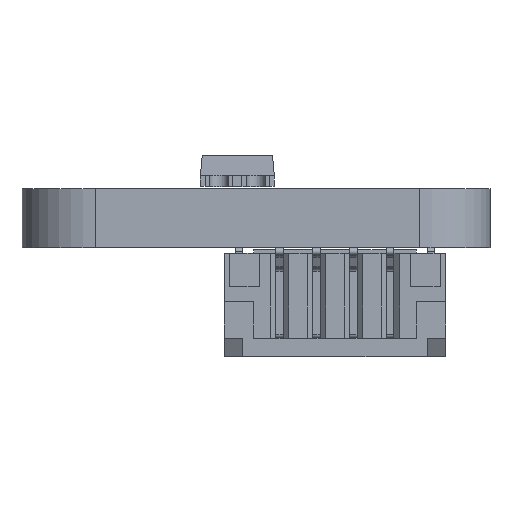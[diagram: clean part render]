
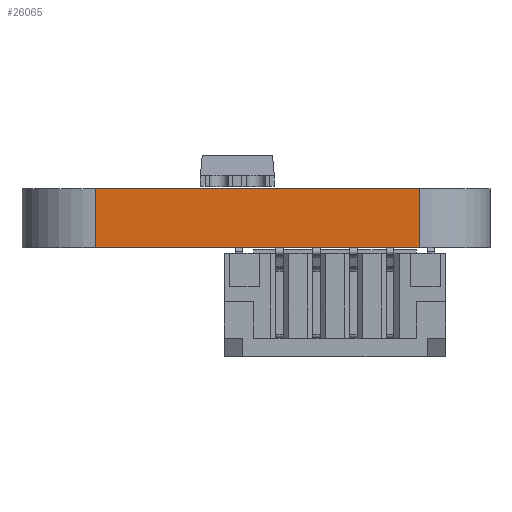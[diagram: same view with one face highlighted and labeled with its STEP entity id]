
A CAD part, left-side view. The second image highlights one B-rep face of the part: STEP entity #26065.
In plain terms, the highlighted planar face has unit normal (-1, 0, 0).
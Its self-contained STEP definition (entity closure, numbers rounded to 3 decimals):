
#25393 = PLANE('',#25394);
#25394 = AXIS2_PLACEMENT_3D('',#25395,#25396,#25397);
#25395 = CARTESIAN_POINT('',(29.704,-22.257,1.6));
#25396 = DIRECTION('',(0.,0.,1.));
#25397 = DIRECTION('',(1.,0.,0.));
#25448 = PLANE('',#25449);
#25449 = AXIS2_PLACEMENT_3D('',#25450,#25451,#25452);
#25450 = CARTESIAN_POINT('',(29.704,-22.257,0.));
#25451 = DIRECTION('',(0.,0.,1.));
#25452 = DIRECTION('',(1.,0.,0.));
#25579 = CYLINDRICAL_SURFACE('',#25580,2.);
#25580 = AXIS2_PLACEMENT_3D('',#25581,#25582,#25583);
#25581 = CARTESIAN_POINT('',(20.304,-17.91,0.));
#25582 = DIRECTION('',(0.,0.,-1.));
#25583 = DIRECTION('',(1.,0.,0.));
#25618 = VERTEX_POINT('',#25619);
#25619 = CARTESIAN_POINT('',(18.304,-17.91,0.));
#25641 = EDGE_CURVE('',#25618,#25642,#25644,.T.);
#25642 = VERTEX_POINT('',#25643);
#25643 = CARTESIAN_POINT('',(18.304,-26.685,0.));
#25644 = SURFACE_CURVE('',#25645,(#25649,#25656),.PCURVE_S1.);
#25645 = LINE('',#25646,#25647);
#25646 = CARTESIAN_POINT('',(18.304,-17.91,0.));
#25647 = VECTOR('',#25648,1.);
#25648 = DIRECTION('',(0.,-1.,0.));
#25649 = PCURVE('',#25448,#25650);
#25650 = DEFINITIONAL_REPRESENTATION('',(#25651),#25655);
#25651 = LINE('',#25652,#25653);
#25652 = CARTESIAN_POINT('',(-11.4,4.347));
#25653 = VECTOR('',#25654,1.);
#25654 = DIRECTION('',(0.,-1.));
#25655 = ( GEOMETRIC_REPRESENTATION_CONTEXT(2) 
PARAMETRIC_REPRESENTATION_CONTEXT() REPRESENTATION_CONTEXT('2D SPACE',''
  ) );
#25656 = PCURVE('',#25657,#25662);
#25657 = PLANE('',#25658);
#25658 = AXIS2_PLACEMENT_3D('',#25659,#25660,#25661);
#25659 = CARTESIAN_POINT('',(18.304,-17.91,0.));
#25660 = DIRECTION('',(1.,0.,0.));
#25661 = DIRECTION('',(0.,-1.,0.));
#25662 = DEFINITIONAL_REPRESENTATION('',(#25663),#25667);
#25663 = LINE('',#25664,#25665);
#25664 = CARTESIAN_POINT('',(0.,0.));
#25665 = VECTOR('',#25666,1.);
#25666 = DIRECTION('',(1.,0.));
#25667 = ( GEOMETRIC_REPRESENTATION_CONTEXT(2) 
PARAMETRIC_REPRESENTATION_CONTEXT() REPRESENTATION_CONTEXT('2D SPACE',''
  ) );
#25686 = CYLINDRICAL_SURFACE('',#25687,1.9);
#25687 = AXIS2_PLACEMENT_3D('',#25688,#25689,#25690);
#25688 = CARTESIAN_POINT('',(20.204,-26.685,0.));
#25689 = DIRECTION('',(0.,0.,-1.));
#25690 = DIRECTION('',(1.,0.,0.));
#25817 = VERTEX_POINT('',#25818);
#25818 = CARTESIAN_POINT('',(18.304,-17.91,1.6));
#25840 = EDGE_CURVE('',#25817,#25841,#25843,.T.);
#25841 = VERTEX_POINT('',#25842);
#25842 = CARTESIAN_POINT('',(18.304,-26.685,1.6));
#25843 = SURFACE_CURVE('',#25844,(#25848,#25855),.PCURVE_S1.);
#25844 = LINE('',#25845,#25846);
#25845 = CARTESIAN_POINT('',(18.304,-17.91,1.6));
#25846 = VECTOR('',#25847,1.);
#25847 = DIRECTION('',(0.,-1.,0.));
#25848 = PCURVE('',#25393,#25849);
#25849 = DEFINITIONAL_REPRESENTATION('',(#25850),#25854);
#25850 = LINE('',#25851,#25852);
#25851 = CARTESIAN_POINT('',(-11.4,4.347));
#25852 = VECTOR('',#25853,1.);
#25853 = DIRECTION('',(0.,-1.));
#25854 = ( GEOMETRIC_REPRESENTATION_CONTEXT(2) 
PARAMETRIC_REPRESENTATION_CONTEXT() REPRESENTATION_CONTEXT('2D SPACE',''
  ) );
#25855 = PCURVE('',#25657,#25856);
#25856 = DEFINITIONAL_REPRESENTATION('',(#25857),#25861);
#25857 = LINE('',#25858,#25859);
#25858 = CARTESIAN_POINT('',(0.,-1.6));
#25859 = VECTOR('',#25860,1.);
#25860 = DIRECTION('',(1.,0.));
#25861 = ( GEOMETRIC_REPRESENTATION_CONTEXT(2) 
PARAMETRIC_REPRESENTATION_CONTEXT() REPRESENTATION_CONTEXT('2D SPACE',''
  ) );
#26017 = EDGE_CURVE('',#25618,#25817,#26018,.T.);
#26018 = SURFACE_CURVE('',#26019,(#26023,#26030),.PCURVE_S1.);
#26019 = LINE('',#26020,#26021);
#26020 = CARTESIAN_POINT('',(18.304,-17.91,0.));
#26021 = VECTOR('',#26022,1.);
#26022 = DIRECTION('',(0.,0.,1.));
#26023 = PCURVE('',#25579,#26024);
#26024 = DEFINITIONAL_REPRESENTATION('',(#26025),#26029);
#26025 = LINE('',#26026,#26027);
#26026 = CARTESIAN_POINT('',(-3.142,0.));
#26027 = VECTOR('',#26028,1.);
#26028 = DIRECTION('',(0.,-1.));
#26029 = ( GEOMETRIC_REPRESENTATION_CONTEXT(2) 
PARAMETRIC_REPRESENTATION_CONTEXT() REPRESENTATION_CONTEXT('2D SPACE',''
  ) );
#26030 = PCURVE('',#25657,#26031);
#26031 = DEFINITIONAL_REPRESENTATION('',(#26032),#26036);
#26032 = LINE('',#26033,#26034);
#26033 = CARTESIAN_POINT('',(0.,0.));
#26034 = VECTOR('',#26035,1.);
#26035 = DIRECTION('',(0.,-1.));
#26036 = ( GEOMETRIC_REPRESENTATION_CONTEXT(2) 
PARAMETRIC_REPRESENTATION_CONTEXT() REPRESENTATION_CONTEXT('2D SPACE',''
  ) );
#26065 = ADVANCED_FACE('',(#26066),#25657,.F.);
#26066 = FACE_BOUND('',#26067,.F.);
#26067 = EDGE_LOOP('',(#26068,#26069,#26070,#26091));
#26068 = ORIENTED_EDGE('',*,*,#26017,.T.);
#26069 = ORIENTED_EDGE('',*,*,#25840,.T.);
#26070 = ORIENTED_EDGE('',*,*,#26071,.F.);
#26071 = EDGE_CURVE('',#25642,#25841,#26072,.T.);
#26072 = SURFACE_CURVE('',#26073,(#26077,#26084),.PCURVE_S1.);
#26073 = LINE('',#26074,#26075);
#26074 = CARTESIAN_POINT('',(18.304,-26.685,0.));
#26075 = VECTOR('',#26076,1.);
#26076 = DIRECTION('',(0.,0.,1.));
#26077 = PCURVE('',#25657,#26078);
#26078 = DEFINITIONAL_REPRESENTATION('',(#26079),#26083);
#26079 = LINE('',#26080,#26081);
#26080 = CARTESIAN_POINT('',(8.775,0.));
#26081 = VECTOR('',#26082,1.);
#26082 = DIRECTION('',(0.,-1.));
#26083 = ( GEOMETRIC_REPRESENTATION_CONTEXT(2) 
PARAMETRIC_REPRESENTATION_CONTEXT() REPRESENTATION_CONTEXT('2D SPACE',''
  ) );
#26084 = PCURVE('',#25686,#26085);
#26085 = DEFINITIONAL_REPRESENTATION('',(#26086),#26090);
#26086 = LINE('',#26087,#26088);
#26087 = CARTESIAN_POINT('',(-3.142,0.));
#26088 = VECTOR('',#26089,1.);
#26089 = DIRECTION('',(0.,-1.));
#26090 = ( GEOMETRIC_REPRESENTATION_CONTEXT(2) 
PARAMETRIC_REPRESENTATION_CONTEXT() REPRESENTATION_CONTEXT('2D SPACE',''
  ) );
#26091 = ORIENTED_EDGE('',*,*,#25641,.F.);
